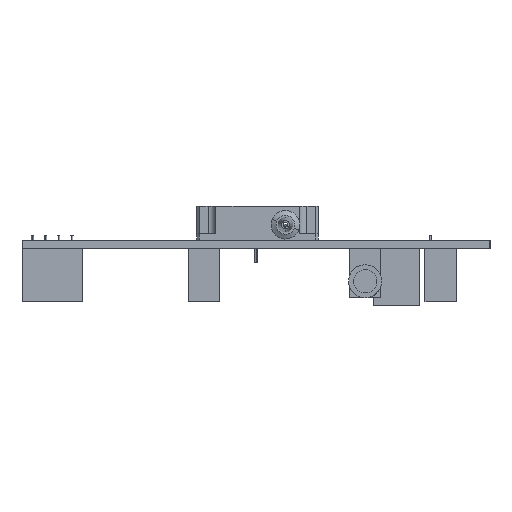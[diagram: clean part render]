
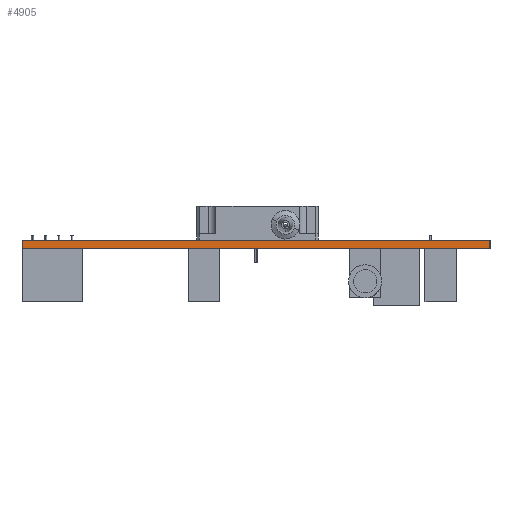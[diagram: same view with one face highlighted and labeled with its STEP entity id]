
A CAD part, left-side view. The second image highlights one B-rep face of the part: STEP entity #4905.
In plain terms, the highlighted planar face has unit normal (-1, 0, 0).
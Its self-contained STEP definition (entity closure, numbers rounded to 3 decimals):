
#1436 = EDGE_CURVE ( 'NONE', #1936, #5260, #7407, .T. ) ;
#1743 = CARTESIAN_POINT ( 'NONE',  ( -49., 1.62, 45. ) ) ;
#1936 = VERTEX_POINT ( 'NONE', #7331 ) ;
#2047 = ORIENTED_EDGE ( 'NONE', *, *, #7226, .F. ) ;
#2208 = CARTESIAN_POINT ( 'NONE',  ( -49., 1.62, -45. ) ) ;
#2273 = DIRECTION ( 'NONE',  ( 1., 0., 0. ) ) ;
#2751 = EDGE_LOOP ( 'NONE', ( #9125, #2047, #7376, #3988 ) ) ;
#3183 = PLANE ( 'NONE',  #9365 ) ;
#3222 = LINE ( 'NONE', #1743, #7647 ) ;
#3257 = DIRECTION ( 'NONE',  ( 0., -1., 0. ) ) ;
#3988 = ORIENTED_EDGE ( 'NONE', *, *, #1436, .T. ) ;
#3993 = CARTESIAN_POINT ( 'NONE',  ( -49., 0., 45. ) ) ;
#4268 = VECTOR ( 'NONE', #8073, 1000. ) ;
#4905 = ADVANCED_FACE ( 'NONE', ( #10709 ), #3183, .F. ) ;
#5260 = VERTEX_POINT ( 'NONE', #9270 ) ;
#5682 = DIRECTION ( 'NONE',  ( 0., 0., -1. ) ) ;
#5785 = CARTESIAN_POINT ( 'NONE',  ( -49., 1.62, 45. ) ) ;
#6204 = VECTOR ( 'NONE', #3257, 1000. ) ;
#6346 = VERTEX_POINT ( 'NONE', #3993 ) ;
#7226 = EDGE_CURVE ( 'NONE', #8847, #6346, #10770, .T. ) ;
#7331 = CARTESIAN_POINT ( 'NONE',  ( -49., 1.62, -45. ) ) ;
#7345 = LINE ( 'NONE', #7433, #9671 ) ;
#7376 = ORIENTED_EDGE ( 'NONE', *, *, #7463, .F. ) ;
#7407 = LINE ( 'NONE', #2208, #4268 ) ;
#7433 = CARTESIAN_POINT ( 'NONE',  ( -49., 0., 45. ) ) ;
#7463 = EDGE_CURVE ( 'NONE', #1936, #8847, #3222, .T. ) ;
#7612 = DIRECTION ( 'NONE',  ( 0., 0., 1. ) ) ;
#7647 = VECTOR ( 'NONE', #7612, 1000. ) ;
#8073 = DIRECTION ( 'NONE',  ( 0., -1., 0. ) ) ;
#8215 = CARTESIAN_POINT ( 'NONE',  ( -49., 1.62, 45. ) ) ;
#8847 = VERTEX_POINT ( 'NONE', #10566 ) ;
#9125 = ORIENTED_EDGE ( 'NONE', *, *, #9314, .T. ) ;
#9127 = DIRECTION ( 'NONE',  ( 0., 0., 1. ) ) ;
#9270 = CARTESIAN_POINT ( 'NONE',  ( -49., 0., -45. ) ) ;
#9314 = EDGE_CURVE ( 'NONE', #5260, #6346, #7345, .T. ) ;
#9365 = AXIS2_PLACEMENT_3D ( 'NONE', #8215, #2273, #5682 ) ;
#9671 = VECTOR ( 'NONE', #9127, 1000. ) ;
#10566 = CARTESIAN_POINT ( 'NONE',  ( -49., 1.62, 45. ) ) ;
#10709 = FACE_OUTER_BOUND ( 'NONE', #2751, .T. ) ;
#10770 = LINE ( 'NONE', #5785, #6204 ) ;
